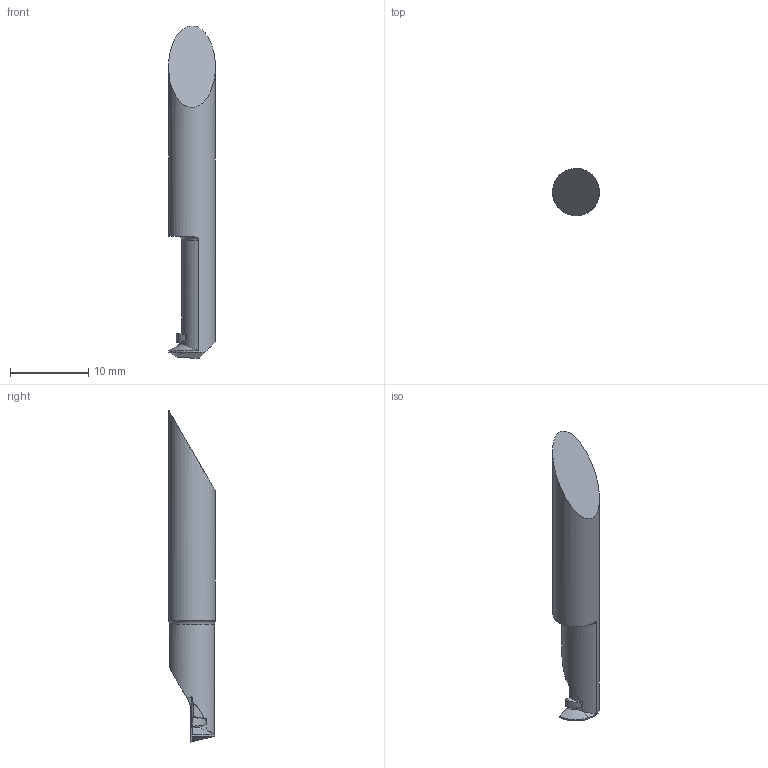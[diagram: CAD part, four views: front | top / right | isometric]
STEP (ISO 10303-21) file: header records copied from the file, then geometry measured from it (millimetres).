
FILE_DESCRIPTION(/* description */ (''),/* implementation_level */ '2;1');
FILE_NAME(/* name */ '1601358928212.stp',/* time_stamp */ '2020-09-29T11:25:34+06:00',/* author */ (''),/* organization */ ('SMS'),/* preprocessor_version */ 'ST-DEVELOPER v16.7',/* originating_system */ 'SIEMENS PLM Software NX 12.0',/* authorisation */ '');
FILE_SCHEMA (('AUTOMOTIVE_DESIGN { 1 0 10303 214 3 1 1 1 }'));
Length unit declared in the file: millimetre
Products named in the file (1): 203173379mod000_00
Bounding box: 6 x 6 x 42.38 mm (x, y, z)
Volume: 837.9 mm3; surface area: 721.1 mm2
Topology: 2 solids, 2 shells, 38 faces, 100 edges, 69 vertices
Faces by surface type: plane 14, cylinder 13, bspline 9, torus 2
Full cylindrical faces by diameter (mm): 6 x1
Entity records: 1577 total; most frequent: CARTESIAN_POINT 735, ORIENTED_EDGE 196, DIRECTION 119, EDGE_CURVE 98, VERTEX_POINT 65, AXIS2_PLACEMENT_3D 49, B_SPLINE_CURVE_WITH_KNOTS 40, EDGE_LOOP 39
